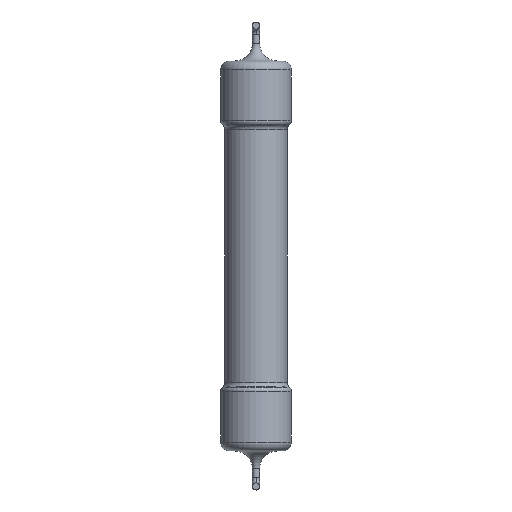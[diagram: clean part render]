
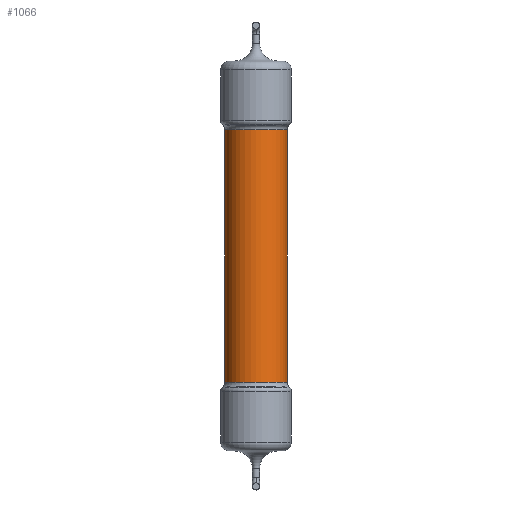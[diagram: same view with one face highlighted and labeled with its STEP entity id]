
A CAD part, front view. The second image highlights one B-rep face of the part: STEP entity #1066.
In plain terms, the highlighted cylindrical face has radius 3.5 mm (diameter 7 mm), a partial arc.
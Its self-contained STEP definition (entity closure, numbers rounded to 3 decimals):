
#1 = DIRECTION ( 'NONE',  ( -1., 0., 0. ) ) ;
#212 = CARTESIAN_POINT ( 'NONE',  ( 0., 0., -14.251 ) ) ;
#213 = DIRECTION ( 'NONE',  ( 0., 0., 1. ) ) ;
#214 = DIRECTION ( 'NONE',  ( -1., 0., 0. ) ) ;
#239 = CARTESIAN_POINT ( 'NONE',  ( 3.5, 0., -21. ) ) ;
#250 = LINE ( 'NONE', #239, #1133 ) ;
#254 = DIRECTION ( 'NONE',  ( 0., 0., -1. ) ) ;
#305 = CARTESIAN_POINT ( 'NONE',  ( 3.5, 0., -14.251 ) ) ;
#325 = CARTESIAN_POINT ( 'NONE',  ( -3.5, 0., -14.251 ) ) ;
#330 = CARTESIAN_POINT ( 'NONE',  ( -3.5, 0., 14.251 ) ) ;
#332 = CARTESIAN_POINT ( 'NONE',  ( -3.5, 0., -21. ) ) ;
#336 = LINE ( 'NONE', #332, #844 ) ;
#340 = DIRECTION ( 'NONE',  ( 0., 0., -1. ) ) ;
#392 = CARTESIAN_POINT ( 'NONE',  ( 0., 0., 14.251 ) ) ;
#393 = DIRECTION ( 'NONE',  ( 0., 0., -1. ) ) ;
#394 = DIRECTION ( 'NONE',  ( -1., 0., 0. ) ) ;
#475 = FACE_OUTER_BOUND ( 'NONE', #762, .T. ) ;
#477 = CARTESIAN_POINT ( 'NONE',  ( 0., 0., -21. ) ) ;
#479 = CYLINDRICAL_SURFACE ( 'NONE', #549, 3.5 ) ;
#507 = CIRCLE ( 'NONE', #511, 3.5 ) ;
#511 = AXIS2_PLACEMENT_3D ( 'NONE', #392, #393, #394 ) ;
#549 = AXIS2_PLACEMENT_3D ( 'NONE', #477, #827, #1 ) ;
#643 = CIRCLE ( 'NONE', #646, 3.5 ) ;
#646 = AXIS2_PLACEMENT_3D ( 'NONE', #212, #213, #214 ) ;
#695 = CARTESIAN_POINT ( 'NONE',  ( 3.5, 0., 14.251 ) ) ;
#726 = EDGE_CURVE ( 'NONE', #1153, #868, #250, .T. ) ;
#762 = EDGE_LOOP ( 'NONE', ( #940, #981, #915, #975 ) ) ;
#827 = DIRECTION ( 'NONE',  ( 0., 0., -1. ) ) ;
#844 = VECTOR ( 'NONE', #340, 1000. ) ;
#868 = VERTEX_POINT ( 'NONE', #305 ) ;
#915 = ORIENTED_EDGE ( 'NONE', *, *, #1023, .T. ) ;
#940 = ORIENTED_EDGE ( 'NONE', *, *, #726, .F. ) ;
#966 = VERTEX_POINT ( 'NONE', #325 ) ;
#975 = ORIENTED_EDGE ( 'NONE', *, *, #1124, .T. ) ;
#981 = ORIENTED_EDGE ( 'NONE', *, *, #1045, .T. ) ;
#1000 = VERTEX_POINT ( 'NONE', #330 ) ;
#1023 = EDGE_CURVE ( 'NONE', #1000, #966, #336, .T. ) ;
#1045 = EDGE_CURVE ( 'NONE', #1153, #1000, #507, .T. ) ;
#1066 = ADVANCED_FACE ( 'NONE', ( #475 ), #479, .T. ) ;
#1124 = EDGE_CURVE ( 'NONE', #966, #868, #643, .T. ) ;
#1133 = VECTOR ( 'NONE', #254, 1000. ) ;
#1153 = VERTEX_POINT ( 'NONE', #695 ) ;
